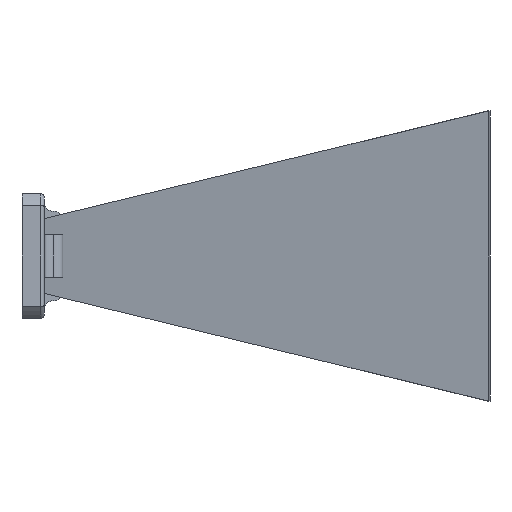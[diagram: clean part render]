
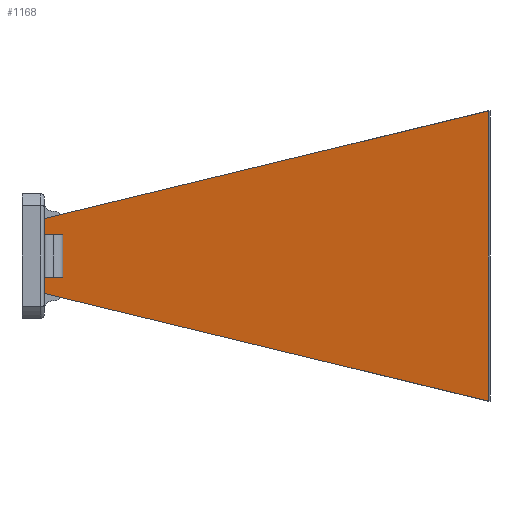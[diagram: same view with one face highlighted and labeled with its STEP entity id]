
A CAD part, front view. The second image highlights one B-rep face of the part: STEP entity #1168.
In plain terms, the highlighted planar face has unit normal (-0.189, -0.982, 0).
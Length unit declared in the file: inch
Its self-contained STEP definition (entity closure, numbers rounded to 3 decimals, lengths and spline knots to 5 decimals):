
#33 = VECTOR ( 'NONE', #567, 39.37008 ) ;
#35 = EDGE_CURVE ( 'NONE', #1204, #42, #805, .T. ) ;
#42 = VERTEX_POINT ( 'NONE', #1333 ) ;
#118 = DIRECTION ( 'NONE',  ( 0., 0., -1. ) ) ;
#125 = ORIENTED_EDGE ( 'NONE', *, *, #953, .T. ) ;
#178 = EDGE_CURVE ( 'NONE', #1406, #775, #1350, .T. ) ;
#270 = CARTESIAN_POINT ( 'NONE',  ( 3.25917, -0.74486, -1.01413 ) ) ;
#323 = ORIENTED_EDGE ( 'NONE', *, *, #379, .T. ) ;
#369 = VERTEX_POINT ( 'NONE', #1779 ) ;
#379 = EDGE_CURVE ( 'NONE', #42, #2021, #1909, .T. ) ;
#491 = LINE ( 'NONE', #1687, #33 ) ;
#518 = CARTESIAN_POINT ( 'NONE',  ( 0.156, -0.147, 0.262 ) ) ;
#533 = LINE ( 'NONE', #1069, #1888 ) ;
#567 = DIRECTION ( 'NONE',  ( 0., 0., -1. ) ) ;
#729 = CARTESIAN_POINT ( 'NONE',  ( 0.156, -0.147, 1.0928 ) ) ;
#775 = VERTEX_POINT ( 'NONE', #794 ) ;
#794 = CARTESIAN_POINT ( 'NONE',  ( 3.25917, -0.74486, 1.01413 ) ) ;
#799 = FACE_OUTER_BOUND ( 'NONE', #1714, .T. ) ;
#805 = LINE ( 'NONE', #1327, #1624 ) ;
#851 = ORIENTED_EDGE ( 'NONE', *, *, #1256, .F. ) ;
#907 = VECTOR ( 'NONE', #1240, 39.37008 ) ;
#926 = CARTESIAN_POINT ( 'NONE',  ( -0.02172, -0.11276, 1.0928 ) ) ;
#932 = PLANE ( 'NONE',  #979 ) ;
#950 = CARTESIAN_POINT ( 'NONE',  ( -0.02172, -0.11276, -0.149 ) ) ;
#953 = EDGE_CURVE ( 'NONE', #1406, #369, #1283, .T. ) ;
#979 = AXIS2_PLACEMENT_3D ( 'NONE', #926, #2074, #2078 ) ;
#1061 = ORIENTED_EDGE ( 'NONE', *, *, #1616, .F. ) ;
#1069 = CARTESIAN_POINT ( 'NONE',  ( -0.31184, -0.05686, -0.14861 ) ) ;
#1095 = ORIENTED_EDGE ( 'NONE', *, *, #1538, .F. ) ;
#1140 = VECTOR ( 'NONE', #1305, 39.37008 ) ;
#1168 = ADVANCED_FACE ( 'NONE', ( #799 ), #932, .T. ) ;
#1204 = VERTEX_POINT ( 'NONE', #1268 ) ;
#1226 = VECTOR ( 'NONE', #118, 39.37008 ) ;
#1229 = ORIENTED_EDGE ( 'NONE', *, *, #178, .F. ) ;
#1240 = DIRECTION ( 'NONE',  ( 0.955, -0.184, 0.232 ) ) ;
#1255 = VERTEX_POINT ( 'NONE', #1761 ) ;
#1256 = EDGE_CURVE ( 'NONE', #775, #1280, #1703, .T. ) ;
#1268 = CARTESIAN_POINT ( 'NONE',  ( 0.285, -0.17185, 0.149 ) ) ;
#1280 = VERTEX_POINT ( 'NONE', #270 ) ;
#1283 = LINE ( 'NONE', #729, #1806 ) ;
#1291 = LINE ( 'NONE', #1856, #1330 ) ;
#1305 = DIRECTION ( 'NONE',  ( -0.982, 0.189, 0. ) ) ;
#1327 = CARTESIAN_POINT ( 'NONE',  ( 0.285, -0.17185, 0.149 ) ) ;
#1330 = VECTOR ( 'NONE', #1867, 39.37008 ) ;
#1333 = CARTESIAN_POINT ( 'NONE',  ( 0.285, -0.17185, -0.149 ) ) ;
#1350 = LINE ( 'NONE', #1552, #907 ) ;
#1406 = VERTEX_POINT ( 'NONE', #518 ) ;
#1472 = ORIENTED_EDGE ( 'NONE', *, *, #2132, .T. ) ;
#1538 = EDGE_CURVE ( 'NONE', #1280, #1255, #533, .T. ) ;
#1552 = CARTESIAN_POINT ( 'NONE',  ( 0.17155, -0.15, 0.26577 ) ) ;
#1616 = EDGE_CURVE ( 'NONE', #1204, #369, #1291, .T. ) ;
#1619 = ORIENTED_EDGE ( 'NONE', *, *, #35, .T. ) ;
#1624 = VECTOR ( 'NONE', #1652, 39.37008 ) ;
#1652 = DIRECTION ( 'NONE',  ( 0., 0., -1. ) ) ;
#1663 = CARTESIAN_POINT ( 'NONE',  ( 0.156, -0.147, -0.149 ) ) ;
#1687 = CARTESIAN_POINT ( 'NONE',  ( 0.156, -0.147, 1.0928 ) ) ;
#1703 = LINE ( 'NONE', #1939, #1226 ) ;
#1708 = DIRECTION ( 'NONE',  ( -0.955, 0.184, 0.232 ) ) ;
#1714 = EDGE_LOOP ( 'NONE', ( #1095, #851, #1229, #125, #1061, #1619, #323, #1472 ) ) ;
#1761 = CARTESIAN_POINT ( 'NONE',  ( 0.156, -0.147, -0.262 ) ) ;
#1779 = CARTESIAN_POINT ( 'NONE',  ( 0.156, -0.147, 0.149 ) ) ;
#1806 = VECTOR ( 'NONE', #1845, 39.37008 ) ;
#1845 = DIRECTION ( 'NONE',  ( 0., 0., -1. ) ) ;
#1856 = CARTESIAN_POINT ( 'NONE',  ( -0.02172, -0.11276, 0.149 ) ) ;
#1867 = DIRECTION ( 'NONE',  ( -0.982, 0.189, 0. ) ) ;
#1888 = VECTOR ( 'NONE', #1708, 39.37008 ) ;
#1909 = LINE ( 'NONE', #950, #1140 ) ;
#1939 = CARTESIAN_POINT ( 'NONE',  ( 3.25917, -0.74486, 1.0928 ) ) ;
#2021 = VERTEX_POINT ( 'NONE', #1663 ) ;
#2074 = DIRECTION ( 'NONE',  ( -0.189, -0.982, 0. ) ) ;
#2078 = DIRECTION ( 'NONE',  ( 0.982, -0.189, 0. ) ) ;
#2132 = EDGE_CURVE ( 'NONE', #2021, #1255, #491, .T. ) ;
